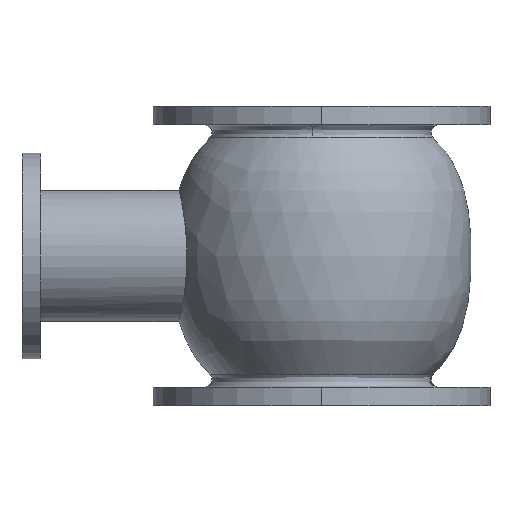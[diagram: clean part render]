
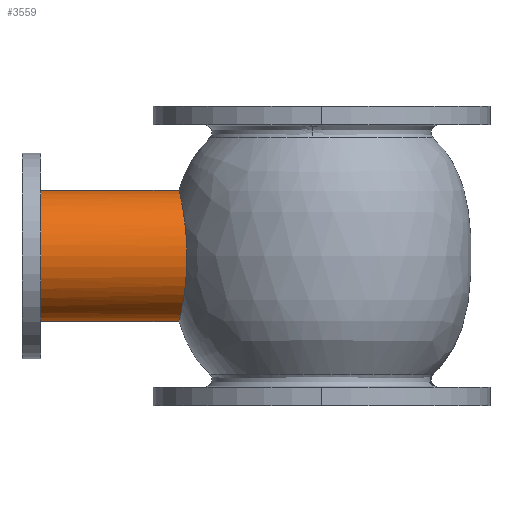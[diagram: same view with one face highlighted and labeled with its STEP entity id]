
A CAD part, left-side view. The second image highlights one B-rep face of the part: STEP entity #3559.
In plain terms, the highlighted cylindrical face has radius 17.5 mm (diameter 35 mm), a partial arc.
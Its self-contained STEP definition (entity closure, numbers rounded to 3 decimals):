
#2 = CARTESIAN_POINT ( 'NONE',  ( -15.7, 36.391, -27.248 ) ) ;
#263 = ORIENTED_EDGE ( 'NONE', *, *, #6814, .F. ) ;
#874 = CARTESIAN_POINT ( 'NONE',  ( -7.774, 37.64, -19.28 ) ) ;
#959 = CYLINDRICAL_SURFACE ( 'NONE', #16853, 17.5 ) ;
#1040 = CARTESIAN_POINT ( 'NONE',  ( -4.558, 37.911, -51.935 ) ) ;
#1376 = CARTESIAN_POINT ( 'NONE',  ( -1.145, 38.042, -52.472 ) ) ;
#1726 = ORIENTED_EDGE ( 'NONE', *, *, #8238, .F. ) ;
#2249 = CARTESIAN_POINT ( 'NONE',  ( -13.182, 36.884, -23.434 ) ) ;
#2254 = DIRECTION ( 'NONE',  ( 0., 1., 0. ) ) ;
#2335 = CARTESIAN_POINT ( 'NONE',  ( -13.905, 36.753, -24.312 ) ) ;
#2421 = CARTESIAN_POINT ( 'NONE',  ( 0., 38.049, -52.5 ) ) ;
#2467 = CARTESIAN_POINT ( 'NONE',  ( 0., 38.049, -17.5 ) ) ;
#2503 = CARTESIAN_POINT ( 'NONE',  ( -15.696, 36.392, -42.759 ) ) ;
#2583 = CARTESIAN_POINT ( 'NONE',  ( -17.388, 35.999, -32.709 ) ) ;
#2668 = CARTESIAN_POINT ( 'NONE',  ( -15.944, 36.338, -27.763 ) ) ;
#2751 = CARTESIAN_POINT ( 'NONE',  ( -16.573, 36.196, -29.352 ) ) ;
#3559 = ADVANCED_FACE ( 'NONE', ( #7574 ), #959, .T. ) ;
#3627 = CARTESIAN_POINT ( 'NONE',  ( -11.976, 37.082, -22.227 ) ) ;
#3714 = CARTESIAN_POINT ( 'NONE',  ( -12.778, 36.951, -46.971 ) ) ;
#3801 = CARTESIAN_POINT ( 'NONE',  ( 0., -45.001, -35. ) ) ;
#3882 = CARTESIAN_POINT ( 'NONE',  ( -7.757, 37.637, -50.698 ) ) ;
#4045 = CARTESIAN_POINT ( 'NONE',  ( -13.89, 36.753, -45.66 ) ) ;
#4157 = VECTOR ( 'NONE', #10986, 1000. ) ;
#4485 = B_SPLINE_CURVE_WITH_KNOTS ( 'NONE', 3,
 ( #16420, #4662, #12726, #15291, #14094, #8773, #4748, #874, #11351, #6123, #8607, #14011, #3627, #2249, #2335, #7486, #7735, #2, #2668, #14179, #2751, #15716, #15803, #2583, #14508, #6374, #14341, #5332, #11683, #7820, #15461, #11763, #2503, #12810, #14257, #5165, #4045, #10397, #3714, #16837, #16754, #10568, #5247, #3882, #14421, #12893, #1040, #6293, #13063, #1376, #10482, #2421 ),
 .UNSPECIFIED., .F., .F.,
 ( 4, 2, 2, 2, 2, 2, 2, 2, 2, 2, 2, 2, 2, 2, 2, 2, 2, 2, 2, 2, 2, 2, 2, 2, 2, 4 ),
 ( 0., 0.003, 0.005, 0.007, 0.01, 0.012, 0.014, 0.017, 0.019, 0.021, 0.022, 0.024, 0.027, 0.029, 0.031, 0.034, 0.036, 0.038, 0.039, 0.041, 0.045, 0.046, 0.048, 0.051, 0.053, 0.055 ),
 .UNSPECIFIED. ) ;
#4662 = CARTESIAN_POINT ( 'NONE',  ( -1.161, 38.049, -17.5 ) ) ;
#4748 = CARTESIAN_POINT ( 'NONE',  ( -6.186, 37.785, -18.62 ) ) ;
#4764 = CARTESIAN_POINT ( 'NONE',  ( 0., 75., -35. ) ) ;
#5165 = CARTESIAN_POINT ( 'NONE',  ( -14.229, 36.689, -45.203 ) ) ;
#5228 = AXIS2_PLACEMENT_3D ( 'NONE', #4764, #12483, #6055 ) ;
#5247 = CARTESIAN_POINT ( 'NONE',  ( -8.772, 37.524, -50.154 ) ) ;
#5332 = CARTESIAN_POINT ( 'NONE',  ( -17.359, 36.005, -37.293 ) ) ;
#5813 = VERTEX_POINT ( 'NONE', #6261 ) ;
#5931 = CARTESIAN_POINT ( 'NONE',  ( 0., -45.001, -52.5 ) ) ;
#6055 = DIRECTION ( 'NONE',  ( 0., 0., 1. ) ) ;
#6123 = CARTESIAN_POINT ( 'NONE',  ( -10.203, 37.343, -20.77 ) ) ;
#6261 = CARTESIAN_POINT ( 'NONE',  ( 0., 38.049, -52.5 ) ) ;
#6293 = CARTESIAN_POINT ( 'NONE',  ( -2.869, 37.993, -52.273 ) ) ;
#6374 = CARTESIAN_POINT ( 'NONE',  ( -17.5, 35.969, -35.565 ) ) ;
#6814 = EDGE_CURVE ( 'NONE', #12357, #7941, #14269, .T. ) ;
#7486 = CARTESIAN_POINT ( 'NONE',  ( -14.864, 36.565, -25.746 ) ) ;
#7574 = FACE_OUTER_BOUND ( 'NONE', #11743, .T. ) ;
#7735 = CARTESIAN_POINT ( 'NONE',  ( -15.161, 36.504, -26.241 ) ) ;
#7820 = CARTESIAN_POINT ( 'NONE',  ( -16.937, 36.11, -39.55 ) ) ;
#7941 = VERTEX_POINT ( 'NONE', #16352 ) ;
#8238 = EDGE_CURVE ( 'NONE', #5813, #12357, #14930, .T. ) ;
#8437 = ORIENTED_EDGE ( 'NONE', *, *, #8745, .F. ) ;
#8607 = CARTESIAN_POINT ( 'NONE',  ( -10.666, 37.279, -21.114 ) ) ;
#8745 = EDGE_CURVE ( 'NONE', #11337, #5813, #4485, .T. ) ;
#8773 = CARTESIAN_POINT ( 'NONE',  ( -5.64, 37.829, -18.424 ) ) ;
#8946 = DIRECTION ( 'NONE',  ( 0., 0., 1. ) ) ;
#10397 = CARTESIAN_POINT ( 'NONE',  ( -13.166, 36.884, -46.543 ) ) ;
#10482 = CARTESIAN_POINT ( 'NONE',  ( -0.572, 38.049, -52.5 ) ) ;
#10568 = CARTESIAN_POINT ( 'NONE',  ( -9.261, 37.465, -49.859 ) ) ;
#10986 = DIRECTION ( 'NONE',  ( 0., 1., 0. ) ) ;
#11337 = VERTEX_POINT ( 'NONE', #2467 ) ;
#11351 = CARTESIAN_POINT ( 'NONE',  ( -8.778, 37.528, -19.818 ) ) ;
#11391 = EDGE_CURVE ( 'NONE', #11337, #7941, #16716, .T. ) ;
#11683 = CARTESIAN_POINT ( 'NONE',  ( -17.274, 36.027, -37.864 ) ) ;
#11743 = EDGE_LOOP ( 'NONE', ( #1726, #8437, #15801, #263 ) ) ;
#11763 = CARTESIAN_POINT ( 'NONE',  ( -15.944, 36.338, -42.236 ) ) ;
#12357 = VERTEX_POINT ( 'NONE', #13524 ) ;
#12483 = DIRECTION ( 'NONE',  ( 0., 1., 0. ) ) ;
#12726 = CARTESIAN_POINT ( 'NONE',  ( -2.301, 38.02, -17.614 ) ) ;
#12810 = CARTESIAN_POINT ( 'NONE',  ( -15.155, 36.505, -43.769 ) ) ;
#12893 = CARTESIAN_POINT ( 'NONE',  ( -5.649, 37.833, -51.603 ) ) ;
#13063 = CARTESIAN_POINT ( 'NONE',  ( -2.294, 38.014, -52.359 ) ) ;
#13524 = CARTESIAN_POINT ( 'NONE',  ( 0., 75., -52.5 ) ) ;
#14011 = CARTESIAN_POINT ( 'NONE',  ( -11.553, 37.149, -21.843 ) ) ;
#14094 = CARTESIAN_POINT ( 'NONE',  ( -4.538, 37.906, -18.089 ) ) ;
#14179 = CARTESIAN_POINT ( 'NONE',  ( -16.38, 36.24, -28.815 ) ) ;
#14257 = CARTESIAN_POINT ( 'NONE',  ( -14.862, 36.565, -44.257 ) ) ;
#14269 = CIRCLE ( 'NONE', #5228, 17.5 ) ;
#14341 = CARTESIAN_POINT ( 'NONE',  ( -17.472, 35.976, -36.14 ) ) ;
#14421 = CARTESIAN_POINT ( 'NONE',  ( -7.235, 37.69, -50.945 ) ) ;
#14508 = CARTESIAN_POINT ( 'NONE',  ( -17.499, 35.969, -33.847 ) ) ;
#14930 = LINE ( 'NONE', #5931, #4157 ) ;
#15181 = CARTESIAN_POINT ( 'NONE',  ( 0., -45.001, -17.5 ) ) ;
#15291 = CARTESIAN_POINT ( 'NONE',  ( -3.982, 37.939, -17.95 ) ) ;
#15342 = DIRECTION ( 'NONE',  ( 0., 1., 0. ) ) ;
#15461 = CARTESIAN_POINT ( 'NONE',  ( -16.605, 36.19, -40.643 ) ) ;
#15716 = CARTESIAN_POINT ( 'NONE',  ( -16.908, 36.117, -30.449 ) ) ;
#15801 = ORIENTED_EDGE ( 'NONE', *, *, #11391, .T. ) ;
#15803 = CARTESIAN_POINT ( 'NONE',  ( -17.05, 36.082, -31.013 ) ) ;
#16352 = CARTESIAN_POINT ( 'NONE',  ( 0., 75., -17.5 ) ) ;
#16420 = CARTESIAN_POINT ( 'NONE',  ( 0., 38.049, -17.5 ) ) ;
#16716 = LINE ( 'NONE', #15181, #16946 ) ;
#16754 = CARTESIAN_POINT ( 'NONE',  ( -10.681, 37.282, -48.909 ) ) ;
#16837 = CARTESIAN_POINT ( 'NONE',  ( -11.56, 37.151, -48.188 ) ) ;
#16853 = AXIS2_PLACEMENT_3D ( 'NONE', #3801, #2254, #8946 ) ;
#16946 = VECTOR ( 'NONE', #15342, 1000. ) ;
